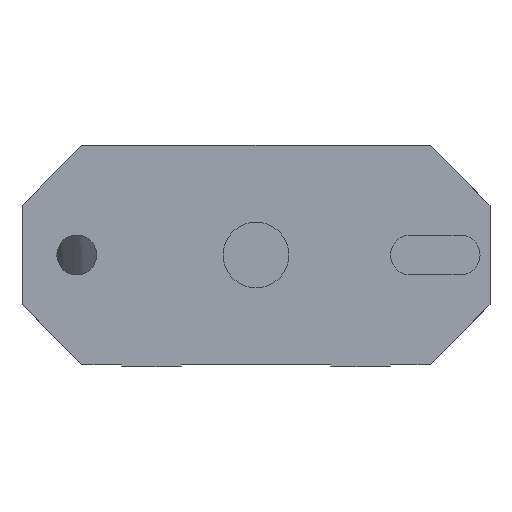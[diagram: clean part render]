
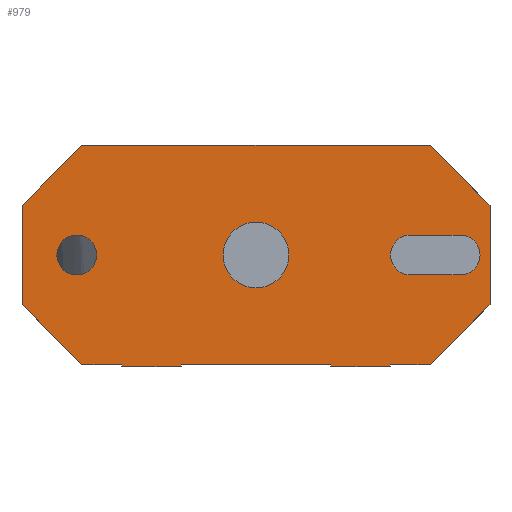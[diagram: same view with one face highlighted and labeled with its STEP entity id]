
A CAD part, front view. The second image highlights one B-rep face of the part: STEP entity #979.
In plain terms, the highlighted planar face has unit normal (0, -1, 0).
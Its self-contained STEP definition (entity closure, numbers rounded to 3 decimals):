
#19=FACE_BOUND('',#176,.T.);
#20=FACE_BOUND('',#177,.T.);
#21=FACE_BOUND('',#178,.T.);
#32=CIRCLE('',#1030,2.);
#34=CIRCLE('',#1034,2.);
#37=CIRCLE('',#1039,2.);
#38=CIRCLE('',#1040,2.);
#43=CIRCLE('',#1047,3.3);
#122=FACE_OUTER_BOUND('',#175,.T.);
#175=EDGE_LOOP('',(#799,#800,#801,#802,#803,#804,#805,#806,#807,#808,#809,
#810,#811,#812,#813,#814));
#176=EDGE_LOOP('',(#815,#816,#817,#818));
#177=EDGE_LOOP('',(#819,#820));
#178=EDGE_LOOP('',(#821));
#204=LINE('',#1420,#299);
#208=LINE('',#1427,#303);
#209=LINE('',#1429,#304);
#213=LINE('',#1438,#308);
#216=LINE('',#1444,#311);
#220=LINE('',#1452,#315);
#221=LINE('',#1456,#316);
#225=LINE('',#1465,#320);
#242=LINE('',#1595,#337);
#243=LINE('',#1596,#338);
#244=LINE('',#1598,#339);
#258=LINE('',#1652,#353);
#263=LINE('',#1663,#358);
#267=LINE('',#1672,#362);
#268=LINE('',#1673,#363);
#269=LINE('',#1674,#364);
#270=LINE('',#1675,#365);
#271=LINE('',#1676,#366);
#299=VECTOR('',#1126,10.);
#303=VECTOR('',#1132,10.);
#304=VECTOR('',#1135,10.);
#308=VECTOR('',#1141,10.);
#311=VECTOR('',#1146,10.);
#315=VECTOR('',#1154,10.);
#316=VECTOR('',#1157,10.);
#320=VECTOR('',#1163,10.);
#337=VECTOR('',#1270,4.);
#338=VECTOR('',#1271,15.);
#339=VECTOR('',#1272,4.);
#353=VECTOR('',#1320,8.);
#358=VECTOR('',#1329,8.);
#362=VECTOR('',#1335,35.);
#363=VECTOR('',#1336,8.485);
#364=VECTOR('',#1337,8.485);
#365=VECTOR('',#1338,8.485);
#366=VECTOR('',#1339,8.485);
#393=VERTEX_POINT('',#1417);
#394=VERTEX_POINT('',#1419);
#395=VERTEX_POINT('',#1423);
#396=VERTEX_POINT('',#1425);
#397=VERTEX_POINT('',#1431);
#400=VERTEX_POINT('',#1436);
#402=VERTEX_POINT('',#1442);
#404=VERTEX_POINT('',#1450);
#405=VERTEX_POINT('',#1454);
#406=VERTEX_POINT('',#1455);
#409=VERTEX_POINT('',#1463);
#410=VERTEX_POINT('',#1464);
#416=VERTEX_POINT('',#1486);
#417=VERTEX_POINT('',#1487);
#423=VERTEX_POINT('',#1537);
#444=VERTEX_POINT('',#1593);
#445=VERTEX_POINT('',#1597);
#467=VERTEX_POINT('',#1649);
#468=VERTEX_POINT('',#1651);
#471=VERTEX_POINT('',#1661);
#472=VERTEX_POINT('',#1662);
#475=VERTEX_POINT('',#1670);
#476=VERTEX_POINT('',#1671);
#492=EDGE_CURVE('',#393,#394,#204,.T.);
#496=EDGE_CURVE('',#395,#396,#208,.T.);
#497=EDGE_CURVE('',#396,#394,#209,.T.);
#501=EDGE_CURVE('',#397,#400,#213,.T.);
#504=EDGE_CURVE('',#400,#402,#216,.T.);
#508=EDGE_CURVE('',#404,#402,#220,.T.);
#509=EDGE_CURVE('',#405,#406,#221,.T.);
#513=EDGE_CURVE('',#409,#410,#225,.T.);
#518=EDGE_CURVE('',#406,#409,#32,.T.);
#520=EDGE_CURVE('',#410,#405,#34,.T.);
#524=EDGE_CURVE('',#416,#417,#37,.T.);
#525=EDGE_CURVE('',#417,#416,#38,.T.);
#534=EDGE_CURVE('',#423,#423,#43,.T.);
#562=EDGE_CURVE('',#393,#444,#242,.T.);
#563=EDGE_CURVE('',#404,#395,#243,.T.);
#564=EDGE_CURVE('',#445,#397,#244,.T.);
#591=EDGE_CURVE('',#467,#468,#258,.T.);
#596=EDGE_CURVE('',#471,#472,#263,.T.);
#600=EDGE_CURVE('',#475,#476,#267,.T.);
#601=EDGE_CURVE('',#475,#471,#268,.F.);
#602=EDGE_CURVE('',#472,#445,#269,.T.);
#603=EDGE_CURVE('',#444,#468,#270,.T.);
#604=EDGE_CURVE('',#467,#476,#271,.F.);
#799=ORIENTED_EDGE('',*,*,#600,.F.);
#800=ORIENTED_EDGE('',*,*,#601,.T.);
#801=ORIENTED_EDGE('',*,*,#596,.T.);
#802=ORIENTED_EDGE('',*,*,#602,.T.);
#803=ORIENTED_EDGE('',*,*,#564,.T.);
#804=ORIENTED_EDGE('',*,*,#501,.T.);
#805=ORIENTED_EDGE('',*,*,#504,.T.);
#806=ORIENTED_EDGE('',*,*,#508,.F.);
#807=ORIENTED_EDGE('',*,*,#563,.T.);
#808=ORIENTED_EDGE('',*,*,#496,.T.);
#809=ORIENTED_EDGE('',*,*,#497,.T.);
#810=ORIENTED_EDGE('',*,*,#492,.F.);
#811=ORIENTED_EDGE('',*,*,#562,.T.);
#812=ORIENTED_EDGE('',*,*,#603,.T.);
#813=ORIENTED_EDGE('',*,*,#591,.F.);
#814=ORIENTED_EDGE('',*,*,#604,.T.);
#815=ORIENTED_EDGE('',*,*,#509,.T.);
#816=ORIENTED_EDGE('',*,*,#518,.T.);
#817=ORIENTED_EDGE('',*,*,#513,.T.);
#818=ORIENTED_EDGE('',*,*,#520,.T.);
#819=ORIENTED_EDGE('',*,*,#524,.T.);
#820=ORIENTED_EDGE('',*,*,#525,.T.);
#821=ORIENTED_EDGE('',*,*,#534,.T.);
#936=PLANE('',#1092);
#979=ADVANCED_FACE('',(#122,#19,#20,#21),#936,.F.);
#1030=AXIS2_PLACEMENT_3D('',#1473,#1171,#1172);
#1034=AXIS2_PLACEMENT_3D('',#1477,#1179,#1180);
#1039=AXIS2_PLACEMENT_3D('',#1488,#1190,#1191);
#1040=AXIS2_PLACEMENT_3D('',#1489,#1192,#1193);
#1047=AXIS2_PLACEMENT_3D('',#1539,#1209,#1210);
#1092=AXIS2_PLACEMENT_3D('',#1669,#1333,#1334);
#1126=DIRECTION('',(0.,0.,-1.));
#1132=DIRECTION('',(0.,0.,-1.));
#1135=DIRECTION('',(1.,0.,0.));
#1141=DIRECTION('',(0.,0.,-1.));
#1146=DIRECTION('',(1.,0.,0.));
#1154=DIRECTION('',(0.,0.,-1.));
#1157=DIRECTION('',(-1.,0.,0.));
#1163=DIRECTION('',(1.,0.,0.));
#1171=DIRECTION('center_axis',(0.,1.,0.));
#1172=DIRECTION('ref_axis',(1.,0.,0.));
#1179=DIRECTION('center_axis',(0.,1.,0.));
#1180=DIRECTION('ref_axis',(1.,0.,0.));
#1190=DIRECTION('center_axis',(0.,1.,0.));
#1191=DIRECTION('ref_axis',(1.,0.,0.));
#1192=DIRECTION('center_axis',(0.,1.,0.));
#1193=DIRECTION('ref_axis',(1.,0.,0.));
#1209=DIRECTION('center_axis',(0.,1.,0.));
#1210=DIRECTION('ref_axis',(-1.,0.,0.));
#1270=DIRECTION('',(1.,0.,0.));
#1271=DIRECTION('',(1.,0.,0.));
#1272=DIRECTION('',(1.,0.,0.));
#1320=DIRECTION('',(0.,0.,-1.));
#1329=DIRECTION('',(0.,0.,-1.));
#1333=DIRECTION('center_axis',(0.,1.,0.));
#1334=DIRECTION('ref_axis',(0.,0.,1.));
#1335=DIRECTION('',(1.,0.,0.));
#1336=DIRECTION('',(0.707,0.,0.707));
#1337=DIRECTION('',(0.707,0.,-0.707));
#1338=DIRECTION('',(0.707,0.,0.707));
#1339=DIRECTION('',(0.707,0.,-0.707));
#1417=CARTESIAN_POINT('',(13.5,-94.,-12.));
#1419=CARTESIAN_POINT('',(13.5,-94.,-12.2));
#1420=CARTESIAN_POINT('',(13.5,-94.,-10.58));
#1423=CARTESIAN_POINT('',(7.5,-94.,-12.));
#1425=CARTESIAN_POINT('',(7.5,-94.,-12.2));
#1427=CARTESIAN_POINT('',(7.5,-94.,-10.58));
#1429=CARTESIAN_POINT('',(6.75,-94.,-12.2));
#1431=CARTESIAN_POINT('',(-13.5,-94.,-12.));
#1436=CARTESIAN_POINT('',(-13.5,-94.,-12.2));
#1438=CARTESIAN_POINT('',(-13.5,-94.,-10.58));
#1442=CARTESIAN_POINT('',(-7.5,-94.,-12.2));
#1444=CARTESIAN_POINT('',(-3.75,-94.,-12.2));
#1450=CARTESIAN_POINT('',(-7.5,-94.,-12.));
#1452=CARTESIAN_POINT('',(-7.5,-94.,-10.58));
#1454=CARTESIAN_POINT('',(20.5,-94.,-3.));
#1455=CARTESIAN_POINT('',(15.5,-94.,-3.));
#1456=CARTESIAN_POINT('',(22.,-94.,-3.));
#1463=CARTESIAN_POINT('',(15.5,-94.,1.));
#1464=CARTESIAN_POINT('',(20.5,-94.,1.));
#1465=CARTESIAN_POINT('',(19.5,-94.,1.));
#1473=CARTESIAN_POINT('Origin',(15.5,-94.,-1.));
#1477=CARTESIAN_POINT('Origin',(20.5,-94.,-1.));
#1486=CARTESIAN_POINT('',(-16.,-94.,-1.));
#1487=CARTESIAN_POINT('',(-20.,-94.,-1.));
#1488=CARTESIAN_POINT('Origin',(-18.,-94.,-1.));
#1489=CARTESIAN_POINT('Origin',(-18.,-94.,-1.));
#1537=CARTESIAN_POINT('',(3.3,-94.,-1.));
#1539=CARTESIAN_POINT('Origin',(0.,-94.,-1.));
#1593=CARTESIAN_POINT('',(17.5,-94.,-12.));
#1595=CARTESIAN_POINT('',(13.5,-94.,-12.));
#1596=CARTESIAN_POINT('',(-7.5,-94.,-12.));
#1597=CARTESIAN_POINT('',(-17.5,-94.,-12.));
#1598=CARTESIAN_POINT('',(-17.5,-94.,-12.));
#1649=CARTESIAN_POINT('',(23.5,-94.,4.));
#1651=CARTESIAN_POINT('',(23.5,-94.,-6.));
#1652=CARTESIAN_POINT('',(23.5,-94.,4.));
#1661=CARTESIAN_POINT('',(-23.5,-94.,4.));
#1662=CARTESIAN_POINT('',(-23.5,-94.,-6.));
#1663=CARTESIAN_POINT('',(-23.5,-94.,4.));
#1669=CARTESIAN_POINT('Origin',(23.5,-94.,10.));
#1670=CARTESIAN_POINT('',(-17.5,-94.,10.));
#1671=CARTESIAN_POINT('',(17.5,-94.,10.));
#1672=CARTESIAN_POINT('',(-17.5,-94.,10.));
#1673=CARTESIAN_POINT('',(-23.5,-94.,4.));
#1674=CARTESIAN_POINT('',(-23.5,-94.,-6.));
#1675=CARTESIAN_POINT('',(17.5,-94.,-12.));
#1676=CARTESIAN_POINT('',(17.5,-94.,10.));
